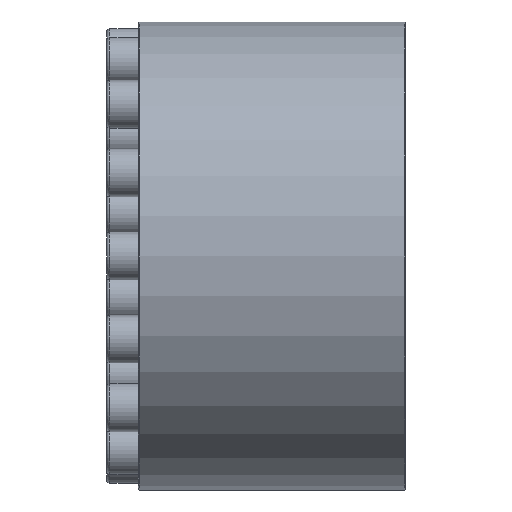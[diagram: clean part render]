
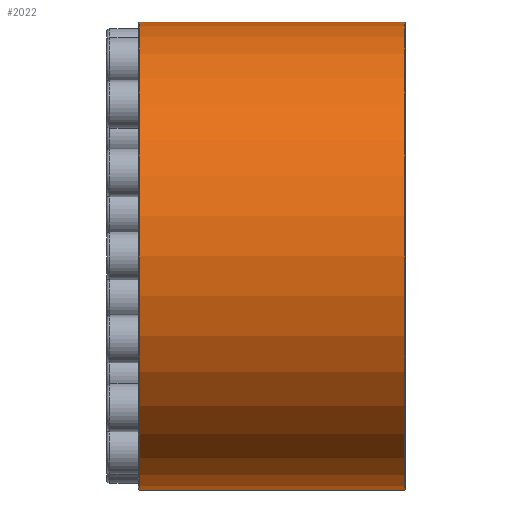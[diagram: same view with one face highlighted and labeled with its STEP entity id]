
A CAD part, front view. The second image highlights one B-rep face of the part: STEP entity #2022.
In plain terms, the highlighted cylindrical face has radius 117.5 mm (diameter 235 mm), a partial arc.
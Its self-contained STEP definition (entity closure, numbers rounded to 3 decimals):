
#28=CYLINDRICAL_SURFACE('',#2337,117.5);
#185=CIRCLE('',#2336,117.5);
#186=CIRCLE('',#2338,117.5);
#384=ORIENTED_EDGE('',*,*,#835,.F.);
#385=ORIENTED_EDGE('',*,*,#836,.T.);
#386=ORIENTED_EDGE('',*,*,#837,.T.);
#387=ORIENTED_EDGE('',*,*,#833,.F.);
#833=EDGE_CURVE('',#1055,#1056,#185,.T.);
#835=EDGE_CURVE('',#1057,#1055,#1224,.T.);
#836=EDGE_CURVE('',#1057,#1058,#186,.T.);
#837=EDGE_CURVE('',#1058,#1056,#1225,.T.);
#1055=VERTEX_POINT('',#3454);
#1056=VERTEX_POINT('',#3456);
#1057=VERTEX_POINT('',#3463);
#1058=VERTEX_POINT('',#3465);
#1224=LINE('',#3462,#1266);
#1225=LINE('',#3466,#1267);
#1266=VECTOR('',#2731,1000.);
#1267=VECTOR('',#2734,1000.);
#1336=EDGE_LOOP('',(#384,#385,#386,#387));
#1682=FACE_BOUND('',#1336,.T.);
#2022=ADVANCED_FACE('',(#1682),#28,.T.);
#2336=AXIS2_PLACEMENT_3D('',#3455,#2727,#2728);
#2337=AXIS2_PLACEMENT_3D('',#3461,#2729,#2730);
#2338=AXIS2_PLACEMENT_3D('',#3464,#2732,#2733);
#2727=DIRECTION('',(1.,0.,0.));
#2728=DIRECTION('',(0.,0.,-1.));
#2729=DIRECTION('',(1.,0.,0.));
#2730=DIRECTION('',(0.,0.,-1.));
#2731=DIRECTION('',(1.,0.,0.));
#2732=DIRECTION('',(1.,0.,0.));
#2733=DIRECTION('',(0.,0.,-1.));
#2734=DIRECTION('',(1.,0.,0.));
#3454=CARTESIAN_POINT('',(66.72,117.476,2.35));
#3455=CARTESIAN_POINT('',(66.72,0.,0.));
#3456=CARTESIAN_POINT('',(66.72,117.476,-2.35));
#3461=CARTESIAN_POINT('',(13.4,0.,0.));
#3462=CARTESIAN_POINT('',(13.4,117.476,2.35));
#3463=CARTESIAN_POINT('',(-66.72,117.476,2.35));
#3464=CARTESIAN_POINT('',(-66.72,0.,0.));
#3465=CARTESIAN_POINT('',(-66.72,117.476,-2.35));
#3466=CARTESIAN_POINT('',(13.4,117.476,-2.35));
